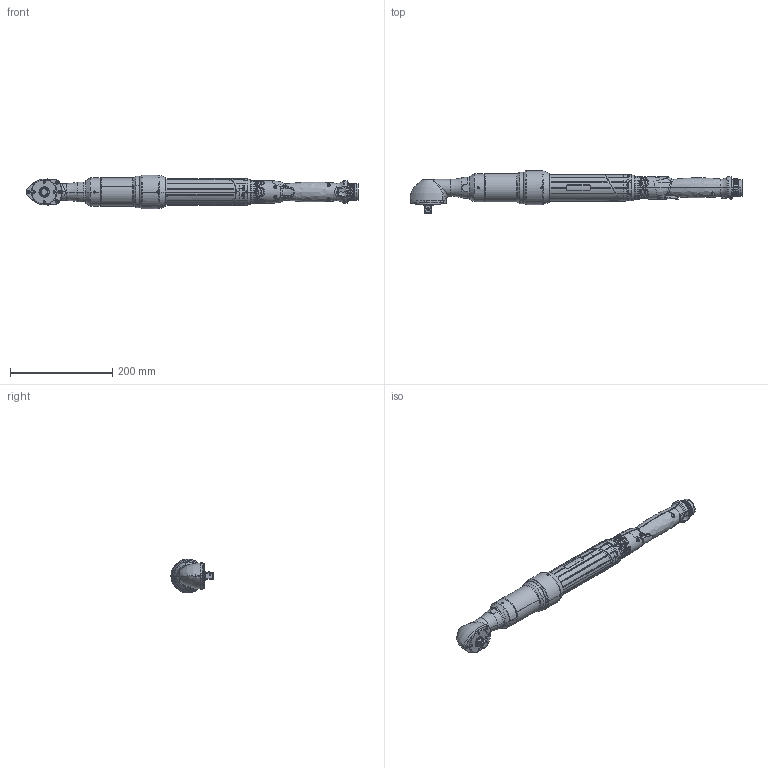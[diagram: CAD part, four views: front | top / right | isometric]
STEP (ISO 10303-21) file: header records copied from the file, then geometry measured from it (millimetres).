
FILE_DESCRIPTION((''),'2;1');
FILE_NAME('6151656810','2016-03-15T',('greextsd'),(''),'CREO PARAMETRIC BY PTC INC, 2015380','CREO PARAMETRIC BY PTC INC, 2015380','');
FILE_SCHEMA(('CONFIG_CONTROL_DESIGN'));
Products named in the file (1): 6151656810
Bounding box: 649.92 x 82.3 x 66 mm (x, y, z)
Volume: 341062.4 mm3; surface area: 232367.7 mm2
Topology: 9 solids, 9 shells, 2332 faces, 5981 edges, 3688 vertices
Faces by surface type: cylinder 795, bspline 586, plane 417, cone 303, torus 117, extrusion 85, sphere 29
Entity records: 136713 total; most frequent: CARTESIAN_POINT 86374, ORIENTED_EDGE 11876, DIRECTION 8462, EDGE_CURVE 5938, VERTEX_POINT 3687, AXIS2_PLACEMENT_3D 3346, B_SPLINE_CURVE_WITH_KNOTS 2653, EDGE_LOOP 2465
